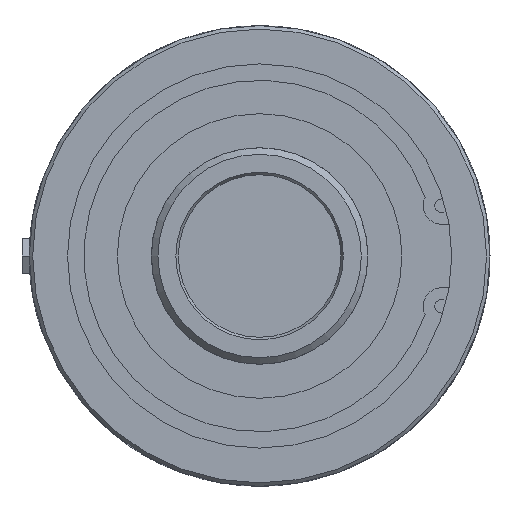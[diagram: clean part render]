
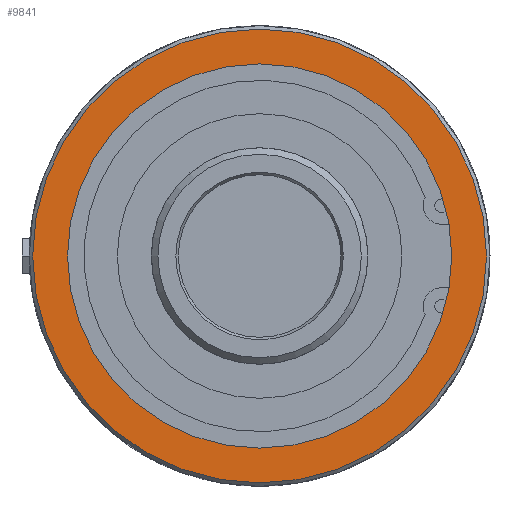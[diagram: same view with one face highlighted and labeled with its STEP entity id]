
A CAD part, left-side view. The second image highlights one B-rep face of the part: STEP entity #9841.
In plain terms, the highlighted planar face has unit normal (-1, 0, 0).
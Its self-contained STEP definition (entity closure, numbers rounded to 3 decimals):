
#321=FACE_BOUND('',#1891,.T.);
#788=PLANE('',#10649);
#1293=FACE_OUTER_BOUND('',#1890,.T.);
#1890=EDGE_LOOP('',(#8961));
#1891=EDGE_LOOP('',(#8962,#8963));
#3851=CIRCLE('',#10647,53.2);
#3852=CIRCLE('',#10650,45.035);
#3853=CIRCLE('',#10651,45.035);
#4789=VERTEX_POINT('',#63133);
#4790=VERTEX_POINT('',#63138);
#4791=VERTEX_POINT('',#63139);
#6199=EDGE_CURVE('',#4789,#4789,#3851,.T.);
#6200=EDGE_CURVE('',#4790,#4791,#3852,.T.);
#6201=EDGE_CURVE('',#4791,#4790,#3853,.T.);
#8961=ORIENTED_EDGE('',*,*,#6199,.F.);
#8962=ORIENTED_EDGE('',*,*,#6200,.T.);
#8963=ORIENTED_EDGE('',*,*,#6201,.T.);
#9841=ADVANCED_FACE('',(#1293,#321),#788,.F.);
#10647=AXIS2_PLACEMENT_3D('',#63135,#12690,#12691);
#10649=AXIS2_PLACEMENT_3D('',#63137,#12694,#12695);
#10650=AXIS2_PLACEMENT_3D('',#63140,#12696,#12697);
#10651=AXIS2_PLACEMENT_3D('',#63141,#12698,#12699);
#12690=DIRECTION('center_axis',(1.,0.,0.));
#12691=DIRECTION('ref_axis',(0.,-1.,0.));
#12694=DIRECTION('center_axis',(1.,0.,0.));
#12695=DIRECTION('ref_axis',(0.,0.,-1.));
#12696=DIRECTION('center_axis',(1.,0.,0.));
#12697=DIRECTION('ref_axis',(0.,1.,0.));
#12698=DIRECTION('center_axis',(1.,0.,0.));
#12699=DIRECTION('ref_axis',(0.,1.,0.));
#63133=CARTESIAN_POINT('',(2.,53.2,0.));
#63135=CARTESIAN_POINT('Origin',(2.,0.,0.));
#63137=CARTESIAN_POINT('Origin',(2.,27.,0.));
#63138=CARTESIAN_POINT('',(2.,45.035,0.));
#63139=CARTESIAN_POINT('',(2.,-45.035,0.));
#63140=CARTESIAN_POINT('Origin',(2.,0.,0.));
#63141=CARTESIAN_POINT('Origin',(2.,0.,0.));
